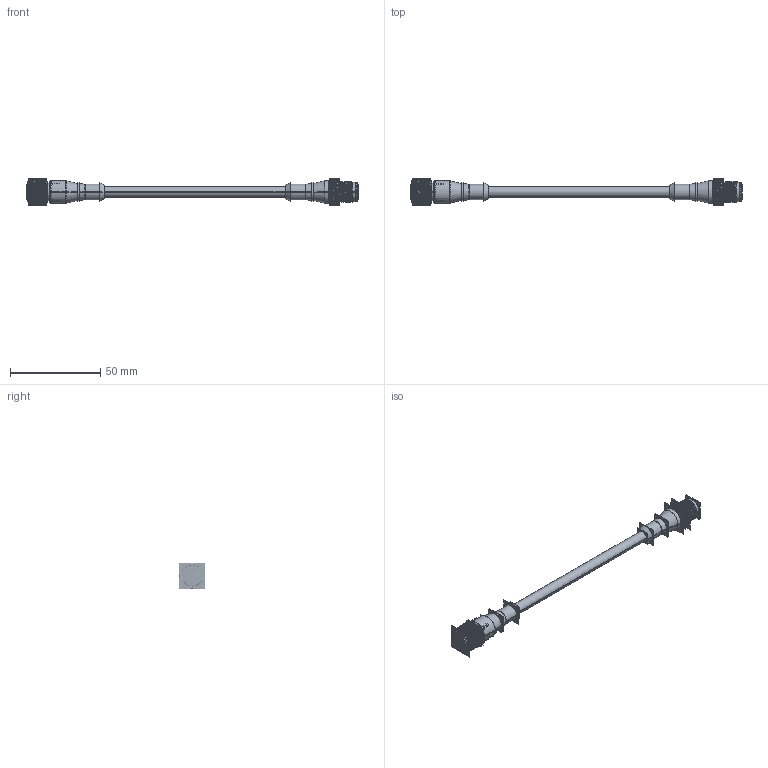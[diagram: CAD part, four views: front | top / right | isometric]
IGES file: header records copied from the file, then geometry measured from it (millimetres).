
Start section:  PTC IGES file: 214045.igs
Global section: file name: 214045.igs; native system: Creo Parametric by PTC Inc.; preprocessor: 2018300; author: pdmadmin; organization: Unknown; date: 20190911.111411; units: millimetre
Bounding box: 183.86 x 14.56 x 14.56 mm (x, y, z)
Volume: 9360.8 mm3; surface area: 388239.4 mm2
Topology: 18 solids, 90 shells, 12066 faces, 53396 edges, 63542 vertices
Faces by surface type: bspline 9052, revolution 3014
